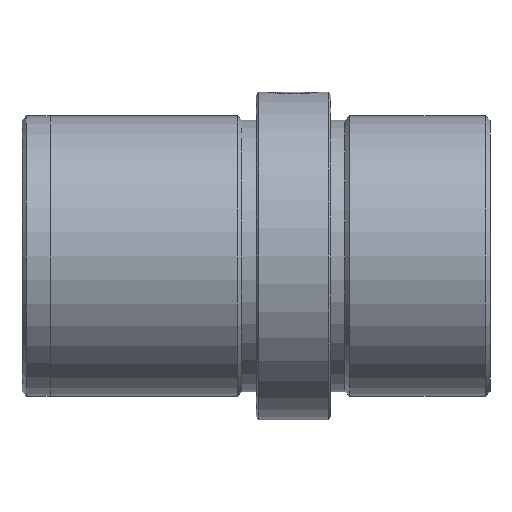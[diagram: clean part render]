
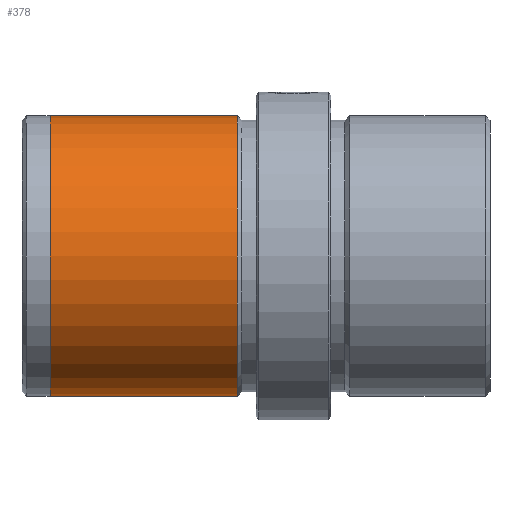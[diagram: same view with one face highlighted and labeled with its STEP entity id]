
A CAD part, left-side view. The second image highlights one B-rep face of the part: STEP entity #378.
In plain terms, the highlighted cylindrical face has radius 15 mm (diameter 30 mm), a partial arc.
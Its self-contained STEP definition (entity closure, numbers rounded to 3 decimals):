
#43 = EDGE_CURVE ( 'NONE', #1084, #491, #1948, .T. ) ;
#94 = LINE ( 'NONE', #1426, #858 ) ;
#106 = DIRECTION ( 'NONE',  ( 0., -1., 0. ) ) ;
#217 = CARTESIAN_POINT ( 'NONE',  ( 0., 47., -15. ) ) ;
#249 = DIRECTION ( 'NONE',  ( 0., -1., 0. ) ) ;
#263 = CARTESIAN_POINT ( 'NONE',  ( 0., 27., 0. ) ) ;
#272 = CARTESIAN_POINT ( 'NONE',  ( 0., 0., 0. ) ) ;
#295 = ORIENTED_EDGE ( 'NONE', *, *, #43, .F. ) ;
#323 = VERTEX_POINT ( 'NONE', #217 ) ;
#337 = EDGE_CURVE ( 'NONE', #491, #773, #377, .T. ) ;
#377 = CIRCLE ( 'NONE', #1350, 15. ) ;
#378 = ADVANCED_FACE ( 'NONE', ( #1574 ), #705, .T. ) ;
#422 = DIRECTION ( 'NONE',  ( 0., 0., -1. ) ) ;
#491 = VERTEX_POINT ( 'NONE', #1605 ) ;
#509 = CIRCLE ( 'NONE', #709, 15. ) ;
#512 = CARTESIAN_POINT ( 'NONE',  ( 0., 0., 15. ) ) ;
#705 = CYLINDRICAL_SURFACE ( 'NONE', #2092, 15. ) ;
#709 = AXIS2_PLACEMENT_3D ( 'NONE', #1222, #249, #1381 ) ;
#751 = ORIENTED_EDGE ( 'NONE', *, *, #1673, .T. ) ;
#773 = VERTEX_POINT ( 'NONE', #2085 ) ;
#823 = ORIENTED_EDGE ( 'NONE', *, *, #337, .F. ) ;
#858 = VECTOR ( 'NONE', #1274, 1000. ) ;
#870 = ORIENTED_EDGE ( 'NONE', *, *, #921, .T. ) ;
#921 = EDGE_CURVE ( 'NONE', #323, #773, #94, .T. ) ;
#1084 = VERTEX_POINT ( 'NONE', #1364 ) ;
#1222 = CARTESIAN_POINT ( 'NONE',  ( 0., 47., 0. ) ) ;
#1274 = DIRECTION ( 'NONE',  ( 0., -1., 0. ) ) ;
#1350 = AXIS2_PLACEMENT_3D ( 'NONE', #263, #1397, #422 ) ;
#1364 = CARTESIAN_POINT ( 'NONE',  ( 0., 47., 15. ) ) ;
#1381 = DIRECTION ( 'NONE',  ( 0., 0., -1. ) ) ;
#1397 = DIRECTION ( 'NONE',  ( 0., -1., 0. ) ) ;
#1426 = CARTESIAN_POINT ( 'NONE',  ( 0., 0., -15. ) ) ;
#1574 = FACE_OUTER_BOUND ( 'NONE', #1872, .T. ) ;
#1605 = CARTESIAN_POINT ( 'NONE',  ( 0., 27., 15. ) ) ;
#1631 = VECTOR ( 'NONE', #1635, 1000. ) ;
#1635 = DIRECTION ( 'NONE',  ( 0., -1., 0. ) ) ;
#1673 = EDGE_CURVE ( 'NONE', #1084, #323, #509, .T. ) ;
#1872 = EDGE_LOOP ( 'NONE', ( #295, #751, #870, #823 ) ) ;
#1948 = LINE ( 'NONE', #512, #1631 ) ;
#2031 = DIRECTION ( 'NONE',  ( 0., 0., -1. ) ) ;
#2085 = CARTESIAN_POINT ( 'NONE',  ( 0., 27., -15. ) ) ;
#2092 = AXIS2_PLACEMENT_3D ( 'NONE', #272, #106, #2031 ) ;
